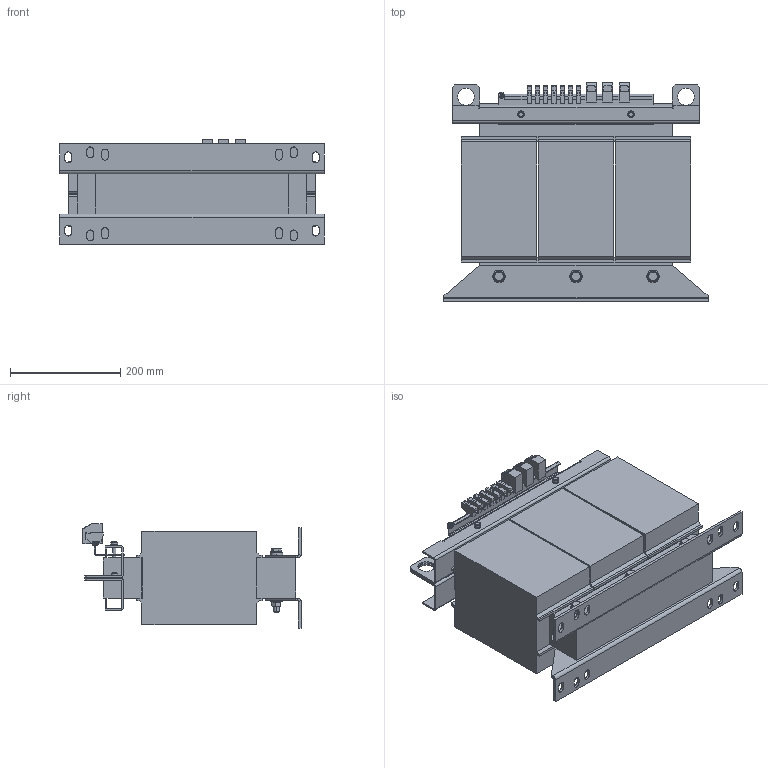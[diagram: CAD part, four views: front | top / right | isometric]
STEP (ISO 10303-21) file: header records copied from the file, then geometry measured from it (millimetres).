
FILE_DESCRIPTION (( 'STEP AP214' ), '1' );
FILE_NAME ('205135.STEP', '2020-05-28T17:46:34', ( '' ), ( '' ), 'SwSTEP 2.0', 'SolidWorks 2018', '' );
FILE_SCHEMA (( 'AUTOMOTIVE_DESIGN' ));
Length unit declared in the file: millimetre
Products named in the file (1): 205135
Bounding box: 480 x 396.83 x 190.07 mm (x, y, z)
Volume: 19152421.9 mm3; surface area: 1074756.4 mm2
Topology: 1 solids, 1 shells, 1007 faces, 2597 edges, 1648 vertices
Faces by surface type: plane 705, cylinder 186, cone 58, torus 32, bspline 18, sphere 8
Entity records: 31340 total; most frequent: CARTESIAN_POINT 6683, ORIENTED_EDGE 5190, DIRECTION 4936, EDGE_CURVE 2595, VECTOR 1886, LINE 1886, VERTEX_POINT 1648, AXIS2_PLACEMENT_3D 1525
